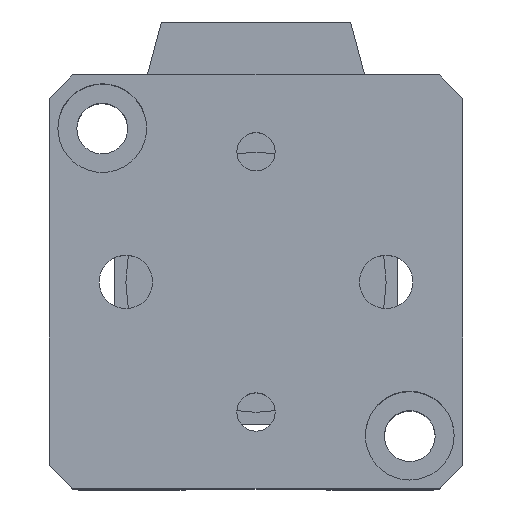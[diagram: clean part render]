
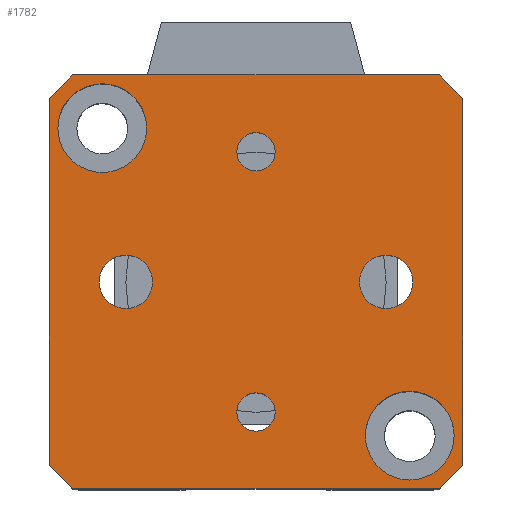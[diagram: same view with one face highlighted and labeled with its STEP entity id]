
A CAD part, top view. The second image highlights one B-rep face of the part: STEP entity #1782.
In plain terms, the highlighted planar face has unit normal (0, 0, 1).
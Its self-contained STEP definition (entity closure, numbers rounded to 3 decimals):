
#153=LINE('',#2929,#293);
#155=LINE('',#2933,#295);
#157=LINE('',#2937,#297);
#159=LINE('',#2941,#299);
#161=LINE('',#2945,#301);
#163=LINE('',#2949,#303);
#165=LINE('',#2953,#305);
#167=LINE('',#2956,#307);
#293=VECTOR('',#2424,31.);
#295=VECTOR('',#2428,2.828);
#297=VECTOR('',#2432,31.);
#299=VECTOR('',#2436,2.828);
#301=VECTOR('',#2440,31.);
#303=VECTOR('',#2444,2.828);
#305=VECTOR('',#2448,31.);
#307=VECTOR('',#2452,2.828);
#381=PLANE('',#1964);
#471=FACE_BOUND('',#744,.T.);
#472=FACE_BOUND('',#745,.T.);
#473=FACE_BOUND('',#746,.T.);
#474=FACE_BOUND('',#747,.T.);
#475=FACE_BOUND('',#748,.T.);
#476=FACE_BOUND('',#749,.T.);
#477=FACE_BOUND('',#750,.T.);
#744=EDGE_LOOP('',(#1598));
#745=EDGE_LOOP('',(#1599));
#746=EDGE_LOOP('',(#1600));
#747=EDGE_LOOP('',(#1601));
#748=EDGE_LOOP('',(#1602));
#749=EDGE_LOOP('',(#1603));
#750=EDGE_LOOP('',(#1604,#1605,#1606,#1607,#1608,#1609,#1610,#1611));
#807=CIRCLE('',#1920,1.621);
#809=CIRCLE('',#1923,1.621);
#814=CIRCLE('',#1931,2.25);
#818=CIRCLE('',#1938,2.25);
#819=CIRCLE('',#1940,3.75);
#821=CIRCLE('',#1943,3.75);
#951=VERTEX_POINT('',#2847);
#953=VERTEX_POINT('',#2852);
#958=VERTEX_POINT('',#2865);
#962=VERTEX_POINT('',#2876);
#963=VERTEX_POINT('',#2879);
#965=VERTEX_POINT('',#2884);
#983=VERTEX_POINT('',#2926);
#984=VERTEX_POINT('',#2928);
#985=VERTEX_POINT('',#2932);
#986=VERTEX_POINT('',#2936);
#987=VERTEX_POINT('',#2940);
#988=VERTEX_POINT('',#2944);
#989=VERTEX_POINT('',#2948);
#990=VERTEX_POINT('',#2952);
#1153=EDGE_CURVE('',#951,#951,#807,.T.);
#1155=EDGE_CURVE('',#953,#953,#809,.T.);
#1160=EDGE_CURVE('',#958,#958,#814,.T.);
#1164=EDGE_CURVE('',#962,#962,#818,.T.);
#1165=EDGE_CURVE('',#963,#963,#819,.T.);
#1167=EDGE_CURVE('',#965,#965,#821,.T.);
#1186=EDGE_CURVE('',#984,#983,#153,.T.);
#1188=EDGE_CURVE('',#985,#984,#155,.T.);
#1190=EDGE_CURVE('',#986,#985,#157,.T.);
#1192=EDGE_CURVE('',#987,#986,#159,.T.);
#1194=EDGE_CURVE('',#988,#987,#161,.T.);
#1196=EDGE_CURVE('',#989,#988,#163,.T.);
#1198=EDGE_CURVE('',#990,#989,#165,.T.);
#1200=EDGE_CURVE('',#983,#990,#167,.T.);
#1598=ORIENTED_EDGE('',*,*,#1153,.T.);
#1599=ORIENTED_EDGE('',*,*,#1155,.T.);
#1600=ORIENTED_EDGE('',*,*,#1160,.T.);
#1601=ORIENTED_EDGE('',*,*,#1164,.T.);
#1602=ORIENTED_EDGE('',*,*,#1165,.T.);
#1603=ORIENTED_EDGE('',*,*,#1167,.T.);
#1604=ORIENTED_EDGE('',*,*,#1200,.T.);
#1605=ORIENTED_EDGE('',*,*,#1198,.T.);
#1606=ORIENTED_EDGE('',*,*,#1196,.T.);
#1607=ORIENTED_EDGE('',*,*,#1194,.T.);
#1608=ORIENTED_EDGE('',*,*,#1192,.T.);
#1609=ORIENTED_EDGE('',*,*,#1190,.T.);
#1610=ORIENTED_EDGE('',*,*,#1188,.T.);
#1611=ORIENTED_EDGE('',*,*,#1186,.T.);
#1782=ADVANCED_FACE('',(#471,#472,#473,#474,#475,#476,#477),#381,.T.);
#1920=AXIS2_PLACEMENT_3D('',#2848,#2339,#2340);
#1923=AXIS2_PLACEMENT_3D('',#2853,#2345,#2346);
#1931=AXIS2_PLACEMENT_3D('',#2866,#2361,#2362);
#1938=AXIS2_PLACEMENT_3D('',#2877,#2375,#2376);
#1940=AXIS2_PLACEMENT_3D('',#2880,#2379,#2380);
#1943=AXIS2_PLACEMENT_3D('',#2885,#2385,#2386);
#1964=AXIS2_PLACEMENT_3D('',#2957,#2453,#2454);
#2339=DIRECTION('center_axis',(0.,0.,-1.));
#2340=DIRECTION('ref_axis',(-1.,0.,0.));
#2345=DIRECTION('center_axis',(0.,0.,-1.));
#2346=DIRECTION('ref_axis',(-1.,0.,0.));
#2361=DIRECTION('center_axis',(0.,0.,-1.));
#2362=DIRECTION('ref_axis',(-1.,0.,0.));
#2375=DIRECTION('center_axis',(0.,0.,-1.));
#2376=DIRECTION('ref_axis',(-1.,0.,0.));
#2379=DIRECTION('center_axis',(0.,0.,-1.));
#2380=DIRECTION('ref_axis',(-1.,0.,0.));
#2385=DIRECTION('center_axis',(0.,0.,-1.));
#2386=DIRECTION('ref_axis',(-1.,0.,0.));
#2424=DIRECTION('',(0.,1.,0.));
#2428=DIRECTION('',(0.707,0.707,0.));
#2432=DIRECTION('',(1.,0.,0.));
#2436=DIRECTION('',(0.707,-0.707,0.));
#2440=DIRECTION('',(0.,-1.,0.));
#2444=DIRECTION('',(-0.707,-0.707,0.));
#2448=DIRECTION('',(-1.,0.,0.));
#2452=DIRECTION('',(-0.707,0.707,0.));
#2453=DIRECTION('center_axis',(0.,0.,1.));
#2454=DIRECTION('ref_axis',(1.,0.,0.));
#2847=CARTESIAN_POINT('',(-9.379,0.,23.5));
#2848=CARTESIAN_POINT('Origin',(-11.,0.,23.5));
#2852=CARTESIAN_POINT('',(12.621,0.,23.5));
#2853=CARTESIAN_POINT('Origin',(11.,0.,23.5));
#2865=CARTESIAN_POINT('',(2.25,-11.,23.5));
#2866=CARTESIAN_POINT('Origin',(0.,-11.,23.5));
#2876=CARTESIAN_POINT('',(2.25,11.,23.5));
#2877=CARTESIAN_POINT('Origin',(0.,11.,23.5));
#2879=CARTESIAN_POINT('',(-9.25,-13.,23.5));
#2880=CARTESIAN_POINT('Origin',(-13.,-13.,23.5));
#2884=CARTESIAN_POINT('',(16.75,13.,23.5));
#2885=CARTESIAN_POINT('Origin',(13.,13.,23.5));
#2926=CARTESIAN_POINT('',(17.5,15.5,23.5));
#2928=CARTESIAN_POINT('',(17.5,-15.5,23.5));
#2929=CARTESIAN_POINT('',(17.5,15.5,23.5));
#2932=CARTESIAN_POINT('',(15.5,-17.5,23.5));
#2933=CARTESIAN_POINT('',(17.5,-15.5,23.5));
#2936=CARTESIAN_POINT('',(-15.5,-17.5,23.5));
#2937=CARTESIAN_POINT('',(15.5,-17.5,23.5));
#2940=CARTESIAN_POINT('',(-17.5,-15.5,23.5));
#2941=CARTESIAN_POINT('',(-15.5,-17.5,23.5));
#2944=CARTESIAN_POINT('',(-17.5,15.5,23.5));
#2945=CARTESIAN_POINT('',(-17.5,-15.5,23.5));
#2948=CARTESIAN_POINT('',(-15.5,17.5,23.5));
#2949=CARTESIAN_POINT('',(-17.5,15.5,23.5));
#2952=CARTESIAN_POINT('',(15.5,17.5,23.5));
#2953=CARTESIAN_POINT('',(-15.5,17.5,23.5));
#2956=CARTESIAN_POINT('',(15.5,17.5,23.5));
#2957=CARTESIAN_POINT('Origin',(0.,0.,
23.5));
